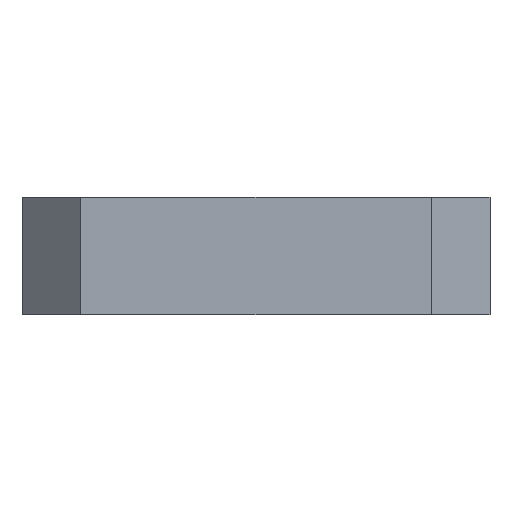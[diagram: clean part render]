
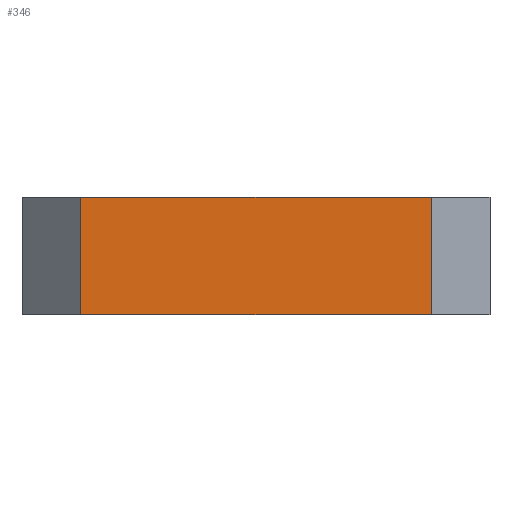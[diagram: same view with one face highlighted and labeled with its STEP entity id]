
A CAD part, front view. The second image highlights one B-rep face of the part: STEP entity #346.
In plain terms, the highlighted planar face has unit normal (0, -1, 0).
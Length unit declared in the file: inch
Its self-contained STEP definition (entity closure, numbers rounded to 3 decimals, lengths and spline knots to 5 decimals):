
#77 = LINE ( 'NONE', #250, #90 ) ;
#83 = LINE ( 'NONE', #264, #86 ) ;
#85 = LINE ( 'NONE', #266, #88 ) ;
#86 = VECTOR ( 'NONE', #265, 39.37008 ) ;
#88 = VECTOR ( 'NONE', #268, 39.37008 ) ;
#89 = LINE ( 'NONE', #270, #92 ) ;
#90 = VECTOR ( 'NONE', #269, 39.37008 ) ;
#92 = VECTOR ( 'NONE', #271, 39.37008 ) ;
#250 = CARTESIAN_POINT ( 'NONE',  ( 1., 0., -0.25 ) ) ;
#264 = CARTESIAN_POINT ( 'NONE',  ( 1., 0., 0. ) ) ;
#265 = DIRECTION ( 'NONE',  ( 1., 0., 0. ) ) ;
#266 = CARTESIAN_POINT ( 'NONE',  ( 0.125, 0., -0.25 ) ) ;
#268 = DIRECTION ( 'NONE',  ( 0., 0., -1. ) ) ;
#269 = DIRECTION ( 'NONE',  ( 1., 0., 0. ) ) ;
#270 = CARTESIAN_POINT ( 'NONE',  ( 0.875, 0., -0.25 ) ) ;
#271 = DIRECTION ( 'NONE',  ( 0., 0., 1. ) ) ;
#346 = ADVANCED_FACE ( 'NONE', ( #794 ), #621, .T. ) ;
#461 = EDGE_LOOP ( 'NONE', ( #543, #542, #541, #540 ) ) ;
#540 = ORIENTED_EDGE ( 'NONE', *, *, #929, .T. ) ;
#541 = ORIENTED_EDGE ( 'NONE', *, *, #928, .T. ) ;
#542 = ORIENTED_EDGE ( 'NONE', *, *, #927, .T. ) ;
#543 = ORIENTED_EDGE ( 'NONE', *, *, #926, .F. ) ;
#591 = VERTEX_POINT ( 'NONE', #733 ) ;
#594 = VERTEX_POINT ( 'NONE', #736 ) ;
#597 = VERTEX_POINT ( 'NONE', #739 ) ;
#598 = VERTEX_POINT ( 'NONE', #740 ) ;
#613 = CARTESIAN_POINT ( 'NONE',  ( 1., 0., -0.25 ) ) ;
#621 = PLANE ( 'NONE',  #882 ) ;
#622 = DIRECTION ( 'NONE',  ( 0., -1., 0. ) ) ;
#623 = DIRECTION ( 'NONE',  ( 0., 0., -1. ) ) ;
#733 = CARTESIAN_POINT ( 'NONE',  ( 0.125, 0., 0. ) ) ;
#736 = CARTESIAN_POINT ( 'NONE',  ( 0.875, 0., 0. ) ) ;
#739 = CARTESIAN_POINT ( 'NONE',  ( 0.125, 0., -0.25 ) ) ;
#740 = CARTESIAN_POINT ( 'NONE',  ( 0.875, 0., -0.25 ) ) ;
#794 = FACE_OUTER_BOUND ( 'NONE', #461, .T. ) ;
#882 = AXIS2_PLACEMENT_3D ( 'NONE', #613, #622, #623 ) ;
#926 = EDGE_CURVE ( 'NONE', #591, #594, #83, .T. ) ;
#927 = EDGE_CURVE ( 'NONE', #591, #597, #85, .T. ) ;
#928 = EDGE_CURVE ( 'NONE', #597, #598, #77, .T. ) ;
#929 = EDGE_CURVE ( 'NONE', #598, #594, #89, .T. ) ;
